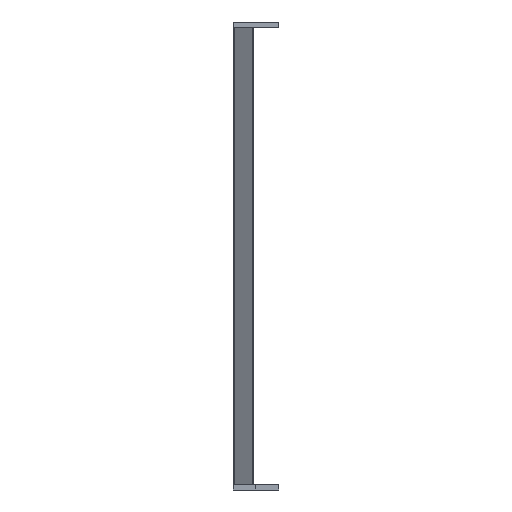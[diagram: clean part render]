
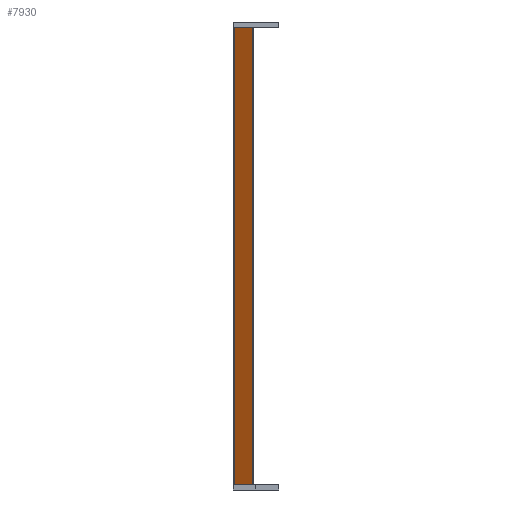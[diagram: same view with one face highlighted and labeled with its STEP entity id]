
A CAD part, left-side view. The second image highlights one B-rep face of the part: STEP entity #7930.
In plain terms, the highlighted planar face has unit normal (-0.829, 0.559, 0).
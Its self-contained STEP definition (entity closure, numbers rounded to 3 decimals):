
#686 = DIRECTION ( 'NONE',  ( 0.559, 0.829, 0. ) ) ;
#763 = VECTOR ( 'NONE', #7211, 1000. ) ;
#1040 = CARTESIAN_POINT ( 'NONE',  ( -21.052, -9.515, -250. ) ) ;
#1093 = CARTESIAN_POINT ( 'NONE',  ( -13.96, 1., -250. ) ) ;
#1112 = VECTOR ( 'NONE', #6281, 1000. ) ;
#1388 = CARTESIAN_POINT ( 'NONE',  ( -14.852, -0.322, 0. ) ) ;
#1525 = LINE ( 'NONE', #4679, #5359 ) ;
#1534 = VERTEX_POINT ( 'NONE', #6802 ) ;
#2077 = PLANE ( 'NONE',  #7566 ) ;
#2102 = CARTESIAN_POINT ( 'NONE',  ( -13.96, 1., -250. ) ) ;
#2195 = VERTEX_POINT ( 'NONE', #7460 ) ;
#2206 = CARTESIAN_POINT ( 'NONE',  ( -21.052, -9.515, -250. ) ) ;
#2252 = VERTEX_POINT ( 'NONE', #1388 ) ;
#2439 = VECTOR ( 'NONE', #9773, 1000. ) ;
#2852 = DIRECTION ( 'NONE',  ( 0., 0., -1. ) ) ;
#3247 = VERTEX_POINT ( 'NONE', #2206 ) ;
#3405 = EDGE_CURVE ( 'NONE', #3247, #9848, #1525, .T. ) ;
#3565 = ORIENTED_EDGE ( 'NONE', *, *, #7993, .T. ) ;
#3686 = VECTOR ( 'NONE', #7529, 1000. ) ;
#4120 = EDGE_CURVE ( 'NONE', #2195, #5634, #4965, .T. ) ;
#4291 = DIRECTION ( 'NONE',  ( 0.829, -0.559, 0. ) ) ;
#4359 = CARTESIAN_POINT ( 'NONE',  ( -14.852, -0.322, 0. ) ) ;
#4679 = CARTESIAN_POINT ( 'NONE',  ( -21.052, -9.515, -250. ) ) ;
#4829 = LINE ( 'NONE', #1040, #763 ) ;
#4965 = LINE ( 'NONE', #9905, #8845 ) ;
#5178 = FACE_OUTER_BOUND ( 'NONE', #7308, .T. ) ;
#5359 = VECTOR ( 'NONE', #6224, 1000. ) ;
#5513 = CARTESIAN_POINT ( 'NONE',  ( -21.052, -9.515, 0. ) ) ;
#5634 = VERTEX_POINT ( 'NONE', #1093 ) ;
#5879 = ORIENTED_EDGE ( 'NONE', *, *, #4120, .F. ) ;
#5881 = CARTESIAN_POINT ( 'NONE',  ( -21.052, -9.515, 0. ) ) ;
#5892 = CARTESIAN_POINT ( 'NONE',  ( -21.052, -9.515, -250. ) ) ;
#5966 = ORIENTED_EDGE ( 'NONE', *, *, #7708, .F. ) ;
#6224 = DIRECTION ( 'NONE',  ( 0., 0., 1. ) ) ;
#6281 = DIRECTION ( 'NONE',  ( 0.559, 0.829, 0. ) ) ;
#6802 = CARTESIAN_POINT ( 'NONE',  ( -13.96, 1., 0. ) ) ;
#6841 = ORIENTED_EDGE ( 'NONE', *, *, #9427, .F. ) ;
#7025 = EDGE_CURVE ( 'NONE', #9848, #2252, #7261, .T. ) ;
#7211 = DIRECTION ( 'NONE',  ( 0.559, 0.829, 0. ) ) ;
#7261 = LINE ( 'NONE', #5513, #1112 ) ;
#7308 = EDGE_LOOP ( 'NONE', ( #9236, #3565, #6841, #5879, #5966, #8329 ) ) ;
#7460 = CARTESIAN_POINT ( 'NONE',  ( -14.852, -0.322, -250. ) ) ;
#7529 = DIRECTION ( 'NONE',  ( 0., 0., 1. ) ) ;
#7566 = AXIS2_PLACEMENT_3D ( 'NONE', #5892, #4291, #2852 ) ;
#7708 = EDGE_CURVE ( 'NONE', #3247, #2195, #4829, .T. ) ;
#7807 = LINE ( 'NONE', #2102, #3686 ) ;
#7930 = ADVANCED_FACE ( 'NONE', ( #5178 ), #2077, .F. ) ;
#7993 = EDGE_CURVE ( 'NONE', #2252, #1534, #8342, .T. ) ;
#8329 = ORIENTED_EDGE ( 'NONE', *, *, #3405, .T. ) ;
#8342 = LINE ( 'NONE', #4359, #2439 ) ;
#8845 = VECTOR ( 'NONE', #686, 1000. ) ;
#9236 = ORIENTED_EDGE ( 'NONE', *, *, #7025, .T. ) ;
#9427 = EDGE_CURVE ( 'NONE', #5634, #1534, #7807, .T. ) ;
#9773 = DIRECTION ( 'NONE',  ( 0.559, 0.829, 0. ) ) ;
#9848 = VERTEX_POINT ( 'NONE', #5881 ) ;
#9905 = CARTESIAN_POINT ( 'NONE',  ( -21.052, -9.515, -250. ) ) ;
